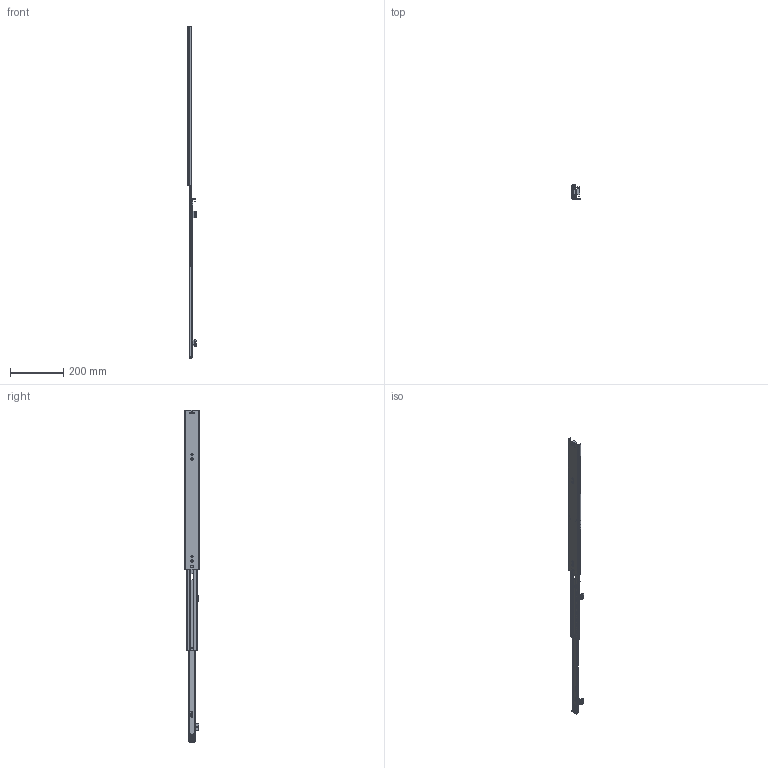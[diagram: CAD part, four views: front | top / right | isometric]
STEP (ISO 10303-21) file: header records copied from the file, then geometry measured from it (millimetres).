
FILE_DESCRIPTION(/* description */ ('Überauszug Serie 038 600x650 rechts'),/* implementation_level */ '2;1');
FILE_NAME(/* name */ '07000066014.stp',/* time_stamp */ '2020-07-02T16:50:13+02:00',/* author */ ('Dennis Bruder'),/* organization */ (''),/* preprocessor_version */ 'ST-DEVELOPER v18',/* originating_system */ 'Autodesk Inventor 2020',/* authorisation */ '');
FILE_SCHEMA (('AUTOMOTIVE_DESIGN { 1 0 10303 214 3 1 1 }'));
Products named in the file (1): 07000066014
Bounding box: 33.8 x 57.38 x 1250 mm (x, y, z)
Volume: 243116.3 mm3; surface area: 317231.8 mm2
Topology: 87 solids, 87 shells, 3971 faces, 11831 edges, 7881 vertices
Faces by surface type: plane 1905, cylinder 925, cone 528, torus 266, bspline 265, sphere 82
Full cylindrical faces by diameter (mm): 1 x8, 2.3 x2, 3.5 x2, 4 x2, 4.1 x9, 4.5 x8, 4.6 x7, 5 x6, 5.9 x3, 6 x8, 8 x6, 8.2 x2
Entity records: 152310 total; most frequent: CARTESIAN_POINT 46375, ORIENTED_EDGE 23354, DIRECTION 19156, EDGE_CURVE 11677, VERTEX_POINT 7881, AXIS2_PLACEMENT_3D 6633, LINE 5890, VECTOR 5890
